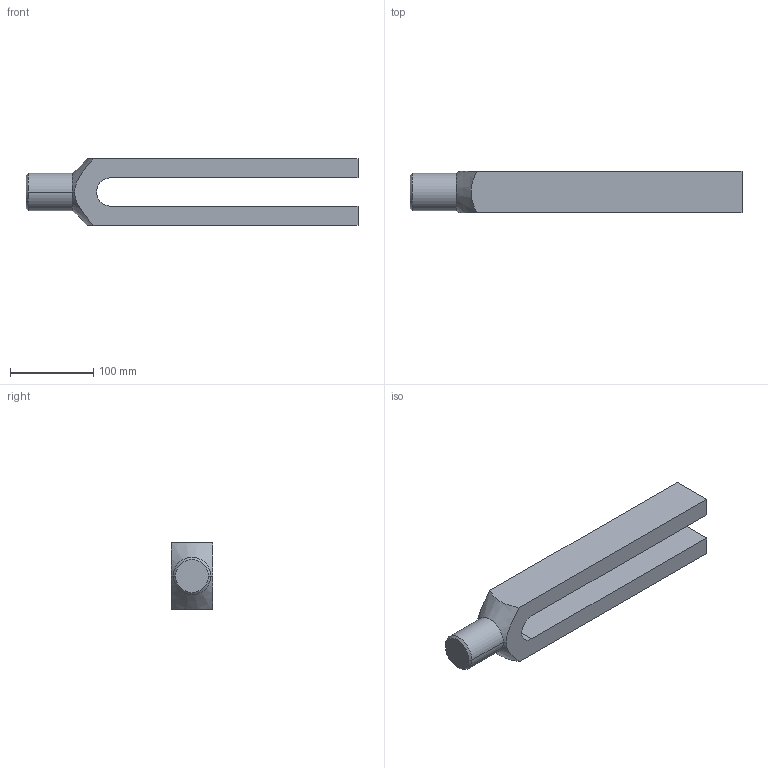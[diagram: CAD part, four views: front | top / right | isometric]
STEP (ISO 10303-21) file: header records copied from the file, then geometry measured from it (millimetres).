
FILE_DESCRIPTION(('STEP AP242'),'1');
FILE_NAME('21-020-34-400.stp','2019-06-19T07:14:20',('TraceParts'),('TraceParts S.A.'),'Spatial InterOp 3D',' ',' ');
FILE_SCHEMA(('AP242_MANAGED_MODEL_BASED_3D_ENGINEERING_MIM_LF {1 0 10303 442 1 1 4}'));
Length unit declared in the file: millimetre
Products named in the file (1): 21-020-34-400
Bounding box: 400 x 50 x 80 mm (x, y, z)
Volume: 912329.6 mm3; surface area: 112006.4 mm2
Topology: 1 solids, 1 shells, 16 faces, 38 edges, 24 vertices
Faces by surface type: plane 9, cone 4, cylinder 3
Entity records: 604 total; most frequent: CARTESIAN_POINT 91, ORIENTED_EDGE 76, DIRECTION 74, EDGE_CURVE 38, AXIS2_PLACEMENT_3D 25, VERTEX_POINT 24, LINE 24, VECTOR 24
